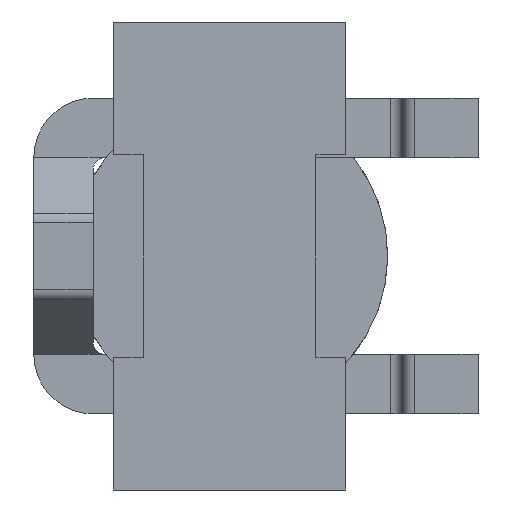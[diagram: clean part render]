
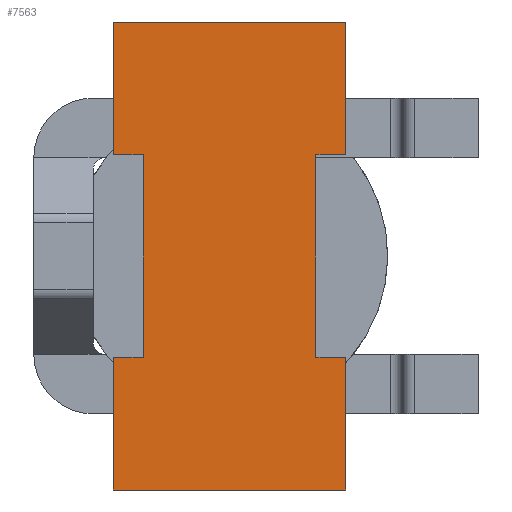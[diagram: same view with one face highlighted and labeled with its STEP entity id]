
A CAD part, front view. The second image highlights one B-rep face of the part: STEP entity #7563.
In plain terms, the highlighted planar face has unit normal (0, -1, 0).
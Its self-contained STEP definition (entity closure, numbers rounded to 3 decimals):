
#4 = CARTESIAN_POINT ( 'NONE',  ( -3.63, 0., -4.265 ) ) ;
#68 = LINE ( 'NONE', #4664, #6666 ) ;
#381 = LINE ( 'NONE', #2400, #8842 ) ;
#903 = VERTEX_POINT ( 'NONE', #15246 ) ;
#1002 = ORIENTED_EDGE ( 'NONE', *, *, #7957, .F. ) ;
#1103 = DIRECTION ( 'NONE',  ( -1., 0., 0. ) ) ;
#1104 = DIRECTION ( 'NONE',  ( 0., 0., 1. ) ) ;
#1178 = VECTOR ( 'NONE', #12511, 1000. ) ;
#1350 = CARTESIAN_POINT ( 'NONE',  ( -4.89, 0., -9.845 ) ) ;
#1620 = DIRECTION ( 'NONE',  ( 0., 0., -1. ) ) ;
#1668 = VECTOR ( 'NONE', #1104, 1000. ) ;
#1710 = DIRECTION ( 'NONE',  ( -1., 0., 0. ) ) ;
#1846 = VERTEX_POINT ( 'NONE', #7345 ) ;
#1877 = DIRECTION ( 'NONE',  ( 1., 0., 0. ) ) ;
#1891 = EDGE_CURVE ( 'NONE', #2799, #8679, #15254, .T. ) ;
#1945 = ORIENTED_EDGE ( 'NONE', *, *, #1891, .F. ) ;
#2259 = VECTOR ( 'NONE', #1877, 1000. ) ;
#2400 = CARTESIAN_POINT ( 'NONE',  ( -3.63, 0., 9.845 ) ) ;
#2420 = ORIENTED_EDGE ( 'NONE', *, *, #12925, .F. ) ;
#2506 = LINE ( 'NONE', #12391, #1178 ) ;
#2603 = VERTEX_POINT ( 'NONE', #13416 ) ;
#2715 = VECTOR ( 'NONE', #11767, 1000. ) ;
#2799 = VERTEX_POINT ( 'NONE', #11457 ) ;
#2924 = CARTESIAN_POINT ( 'NONE',  ( 3.63, 0., 9.845 ) ) ;
#3106 = LINE ( 'NONE', #6897, #2715 ) ;
#3275 = FACE_OUTER_BOUND ( 'NONE', #8501, .T. ) ;
#3358 = LINE ( 'NONE', #14488, #1668 ) ;
#3576 = CARTESIAN_POINT ( 'NONE',  ( 4.89, 0., -9.845 ) ) ;
#3599 = EDGE_CURVE ( 'NONE', #3611, #903, #15407, .T. ) ;
#3611 = VERTEX_POINT ( 'NONE', #7883 ) ;
#4014 = VECTOR ( 'NONE', #1103, 1000. ) ;
#4158 = VERTEX_POINT ( 'NONE', #6721 ) ;
#4393 = VERTEX_POINT ( 'NONE', #4 ) ;
#4664 = CARTESIAN_POINT ( 'NONE',  ( 4.89, 0., -4.265 ) ) ;
#5130 = CARTESIAN_POINT ( 'NONE',  ( 4.89, 0., 9.845 ) ) ;
#5316 = CARTESIAN_POINT ( 'NONE',  ( 4.89, 0., 4.265 ) ) ;
#5494 = ORIENTED_EDGE ( 'NONE', *, *, #3599, .T. ) ;
#5744 = CARTESIAN_POINT ( 'NONE',  ( 4.89, 0., 9.845 ) ) ;
#5890 = LINE ( 'NONE', #5744, #8325 ) ;
#5944 = VERTEX_POINT ( 'NONE', #14098 ) ;
#6071 = VECTOR ( 'NONE', #11178, 1000. ) ;
#6076 = EDGE_CURVE ( 'NONE', #2799, #7537, #68, .T. ) ;
#6216 = VERTEX_POINT ( 'NONE', #1350 ) ;
#6234 = VECTOR ( 'NONE', #11939, 1000. ) ;
#6301 = CARTESIAN_POINT ( 'NONE',  ( 4.89, 0., 9.845 ) ) ;
#6306 = DIRECTION ( 'NONE',  ( 0., 0., 1. ) ) ;
#6383 = CARTESIAN_POINT ( 'NONE',  ( 3.63, 0., -4.265 ) ) ;
#6453 = EDGE_CURVE ( 'NONE', #5944, #15317, #5890, .T. ) ;
#6502 = ORIENTED_EDGE ( 'NONE', *, *, #12289, .F. ) ;
#6517 = CARTESIAN_POINT ( 'NONE',  ( -4.89, 0., -4.265 ) ) ;
#6666 = VECTOR ( 'NONE', #8227, 1000. ) ;
#6721 = CARTESIAN_POINT ( 'NONE',  ( -4.89, 0., 4.265 ) ) ;
#6897 = CARTESIAN_POINT ( 'NONE',  ( 4.89, 0., 9.845 ) ) ;
#6979 = ORIENTED_EDGE ( 'NONE', *, *, #6453, .F. ) ;
#7345 = CARTESIAN_POINT ( 'NONE',  ( -4.89, 0., -4.265 ) ) ;
#7537 = VERTEX_POINT ( 'NONE', #6383 ) ;
#7563 = ADVANCED_FACE ( 'NONE', ( #3275 ), #9944, .F. ) ;
#7745 = EDGE_CURVE ( 'NONE', #8679, #6216, #15474, .T. ) ;
#7883 = CARTESIAN_POINT ( 'NONE',  ( 3.63, 0., 4.265 ) ) ;
#7957 = EDGE_CURVE ( 'NONE', #6216, #1846, #2506, .T. ) ;
#8227 = DIRECTION ( 'NONE',  ( -1., 0., 0. ) ) ;
#8301 = ORIENTED_EDGE ( 'NONE', *, *, #9042, .T. ) ;
#8325 = VECTOR ( 'NONE', #10461, 1000. ) ;
#8439 = ORIENTED_EDGE ( 'NONE', *, *, #7745, .F. ) ;
#8501 = EDGE_LOOP ( 'NONE', ( #5494, #2420, #6979, #8927, #8301, #15562, #9688, #1002, #8439, #1945, #15042, #6502 ) ) ;
#8679 = VERTEX_POINT ( 'NONE', #3576 ) ;
#8738 = CARTESIAN_POINT ( 'NONE',  ( 4.89, 0., 9.845 ) ) ;
#8779 = DIRECTION ( 'NONE',  ( 0., 0., 1. ) ) ;
#8842 = VECTOR ( 'NONE', #6306, 1000. ) ;
#8927 = ORIENTED_EDGE ( 'NONE', *, *, #10520, .F. ) ;
#9042 = EDGE_CURVE ( 'NONE', #4158, #2603, #15433, .T. ) ;
#9132 = EDGE_CURVE ( 'NONE', #4393, #2603, #381, .T. ) ;
#9459 = CARTESIAN_POINT ( 'NONE',  ( -4.89, 0., 4.265 ) ) ;
#9537 = LINE ( 'NONE', #2924, #10682 ) ;
#9688 = ORIENTED_EDGE ( 'NONE', *, *, #11484, .T. ) ;
#9944 = PLANE ( 'NONE',  #11979 ) ;
#10005 = DIRECTION ( 'NONE',  ( 0., 1., 0. ) ) ;
#10118 = VECTOR ( 'NONE', #1710, 1000. ) ;
#10461 = DIRECTION ( 'NONE',  ( 1., 0., 0. ) ) ;
#10520 = EDGE_CURVE ( 'NONE', #4158, #5944, #3358, .T. ) ;
#10682 = VECTOR ( 'NONE', #1620, 1000. ) ;
#11178 = DIRECTION ( 'NONE',  ( 0., 0., -1. ) ) ;
#11457 = CARTESIAN_POINT ( 'NONE',  ( 4.89, 0., -4.265 ) ) ;
#11484 = EDGE_CURVE ( 'NONE', #4393, #1846, #13291, .T. ) ;
#11767 = DIRECTION ( 'NONE',  ( 0., 0., -1. ) ) ;
#11905 = CARTESIAN_POINT ( 'NONE',  ( 4.89, 0., -9.845 ) ) ;
#11939 = DIRECTION ( 'NONE',  ( 1., 0., 0. ) ) ;
#11979 = AXIS2_PLACEMENT_3D ( 'NONE', #8738, #10005, #8779 ) ;
#12289 = EDGE_CURVE ( 'NONE', #3611, #7537, #9537, .T. ) ;
#12391 = CARTESIAN_POINT ( 'NONE',  ( -4.89, 0., 9.845 ) ) ;
#12511 = DIRECTION ( 'NONE',  ( 0., 0., 1. ) ) ;
#12925 = EDGE_CURVE ( 'NONE', #15317, #903, #3106, .T. ) ;
#13291 = LINE ( 'NONE', #6517, #10118 ) ;
#13416 = CARTESIAN_POINT ( 'NONE',  ( -3.63, 0., 4.265 ) ) ;
#14098 = CARTESIAN_POINT ( 'NONE',  ( -4.89, 0., 9.845 ) ) ;
#14488 = CARTESIAN_POINT ( 'NONE',  ( -4.89, 0., 9.845 ) ) ;
#15042 = ORIENTED_EDGE ( 'NONE', *, *, #6076, .T. ) ;
#15246 = CARTESIAN_POINT ( 'NONE',  ( 4.89, 0., 4.265 ) ) ;
#15254 = LINE ( 'NONE', #6301, #6071 ) ;
#15317 = VERTEX_POINT ( 'NONE', #5130 ) ;
#15407 = LINE ( 'NONE', #5316, #2259 ) ;
#15433 = LINE ( 'NONE', #9459, #6234 ) ;
#15474 = LINE ( 'NONE', #11905, #4014 ) ;
#15562 = ORIENTED_EDGE ( 'NONE', *, *, #9132, .F. ) ;
